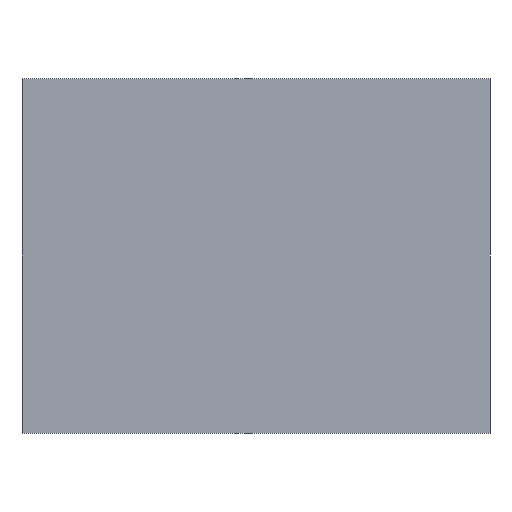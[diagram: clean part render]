
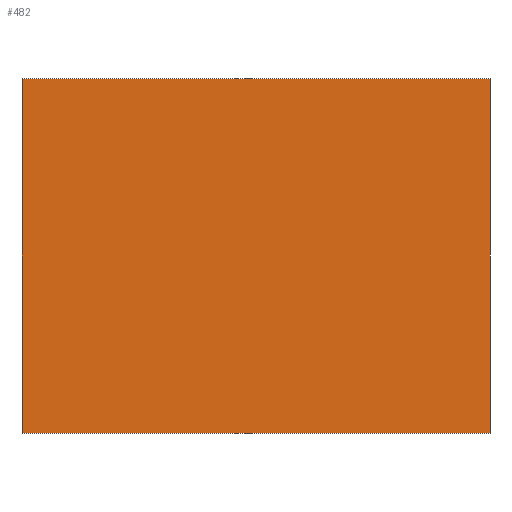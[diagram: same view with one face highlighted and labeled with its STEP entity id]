
A CAD part, front view. The second image highlights one B-rep face of the part: STEP entity #482.
In plain terms, the highlighted planar face has unit normal (0, -1, 0).
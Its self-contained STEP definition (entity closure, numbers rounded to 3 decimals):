
#3 = VECTOR ( 'NONE', #612, 1000. ) ;
#8 = VERTEX_POINT ( 'NONE', #236 ) ;
#102 = DIRECTION ( 'NONE',  ( 0., 0., -1. ) ) ;
#104 = CARTESIAN_POINT ( 'NONE',  ( -1.75, 0., 1.325 ) ) ;
#116 = EDGE_CURVE ( 'NONE', #583, #447, #142, .T. ) ;
#133 = EDGE_LOOP ( 'NONE', ( #801, #713, #325, #420 ) ) ;
#142 = LINE ( 'NONE', #187, #214 ) ;
#163 = CARTESIAN_POINT ( 'NONE',  ( -1.75, 0., 1.325 ) ) ;
#169 = VECTOR ( 'NONE', #753, 1000. ) ;
#185 = CARTESIAN_POINT ( 'NONE',  ( 1.75, 0., 1.325 ) ) ;
#187 = CARTESIAN_POINT ( 'NONE',  ( -1.75, 0., 1.325 ) ) ;
#206 = EDGE_CURVE ( 'NONE', #672, #8, #268, .T. ) ;
#214 = VECTOR ( 'NONE', #254, 1000. ) ;
#236 = CARTESIAN_POINT ( 'NONE',  ( 1.75, 0., -1.325 ) ) ;
#254 = DIRECTION ( 'NONE',  ( 0., 0., -1. ) ) ;
#267 = CARTESIAN_POINT ( 'NONE',  ( -1.75, 0., -1.325 ) ) ;
#268 = LINE ( 'NONE', #314, #169 ) ;
#314 = CARTESIAN_POINT ( 'NONE',  ( 1.75, 0., 1.325 ) ) ;
#325 = ORIENTED_EDGE ( 'NONE', *, *, #206, .F. ) ;
#367 = LINE ( 'NONE', #609, #3 ) ;
#408 = PLANE ( 'NONE',  #681 ) ;
#420 = ORIENTED_EDGE ( 'NONE', *, *, #509, .F. ) ;
#447 = VERTEX_POINT ( 'NONE', #267 ) ;
#482 = ADVANCED_FACE ( 'NONE', ( #729 ), #408, .T. ) ;
#488 = EDGE_CURVE ( 'NONE', #447, #8, #367, .T. ) ;
#509 = EDGE_CURVE ( 'NONE', #583, #672, #797, .T. ) ;
#583 = VERTEX_POINT ( 'NONE', #163 ) ;
#609 = CARTESIAN_POINT ( 'NONE',  ( -1.75, 0., -1.325 ) ) ;
#612 = DIRECTION ( 'NONE',  ( 1., 0., 0. ) ) ;
#639 = VECTOR ( 'NONE', #670, 1000. ) ;
#670 = DIRECTION ( 'NONE',  ( 1., 0., 0. ) ) ;
#672 = VERTEX_POINT ( 'NONE', #185 ) ;
#681 = AXIS2_PLACEMENT_3D ( 'NONE', #710, #791, #102 ) ;
#710 = CARTESIAN_POINT ( 'NONE',  ( 0., 0., 0. ) ) ;
#713 = ORIENTED_EDGE ( 'NONE', *, *, #488, .T. ) ;
#729 = FACE_OUTER_BOUND ( 'NONE', #133, .T. ) ;
#753 = DIRECTION ( 'NONE',  ( 0., 0., -1. ) ) ;
#791 = DIRECTION ( 'NONE',  ( 0., -1., 0. ) ) ;
#797 = LINE ( 'NONE', #104, #639 ) ;
#801 = ORIENTED_EDGE ( 'NONE', *, *, #116, .T. ) ;
